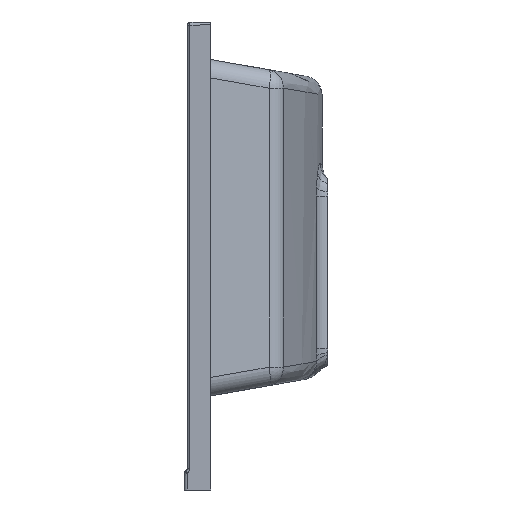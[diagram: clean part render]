
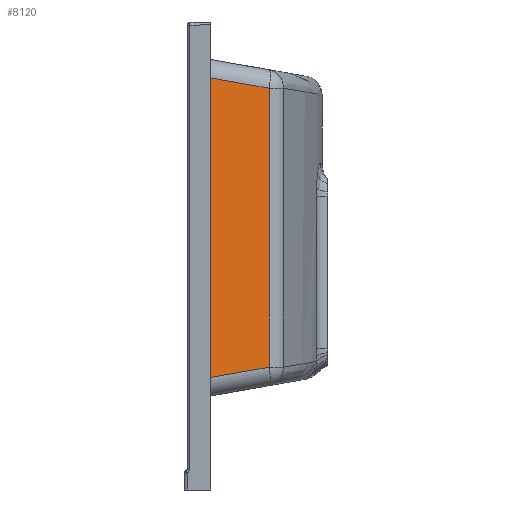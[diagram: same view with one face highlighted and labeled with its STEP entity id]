
A CAD part, left-side view. The second image highlights one B-rep face of the part: STEP entity #8120.
In plain terms, the highlighted planar face has unit normal (-0.985, -0.174, 0).
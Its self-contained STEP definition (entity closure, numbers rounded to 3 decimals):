
#73 = LINE ( 'NONE', #6447, #9729 ) ;
#691 = PLANE ( 'NONE',  #10679 ) ;
#738 = LINE ( 'NONE', #4355, #8398 ) ;
#994 = EDGE_CURVE ( 'NONE', #5976, #5599, #2514, .T. ) ;
#1086 = ORIENTED_EDGE ( 'NONE', *, *, #1915, .T. ) ;
#1128 = CARTESIAN_POINT ( 'NONE',  ( -261.094, -16.479, 211.398 ) ) ;
#1272 = VERTEX_POINT ( 'NONE', #10651 ) ;
#1915 = EDGE_CURVE ( 'NONE', #5599, #1272, #2336, .T. ) ;
#2336 = LINE ( 'NONE', #5967, #2666 ) ;
#2514 = LINE ( 'NONE', #6142, #4762 ) ;
#2666 = VECTOR ( 'NONE', #9594, 1000. ) ;
#3004 = ORIENTED_EDGE ( 'NONE', *, *, #994, .T. ) ;
#3511 = VERTEX_POINT ( 'NONE', #8643 ) ;
#4206 = EDGE_LOOP ( 'NONE', ( #7288, #3004, #1086, #10339 ) ) ;
#4308 = CARTESIAN_POINT ( 'NONE',  ( -264., 0., 300. ) ) ;
#4355 = CARTESIAN_POINT ( 'NONE',  ( -248.581, -87.443, 216.589 ) ) ;
#4762 = VECTOR ( 'NONE', #9769, 1000. ) ;
#5599 = VERTEX_POINT ( 'NONE', #6118 ) ;
#5967 = CARTESIAN_POINT ( 'NONE',  ( -251.873, -68.776, -102.177 ) ) ;
#5976 = VERTEX_POINT ( 'NONE', #1128 ) ;
#6118 = CARTESIAN_POINT ( 'NONE',  ( -261.094, -16.479, -111.398 ) ) ;
#6142 = CARTESIAN_POINT ( 'NONE',  ( -261.094, -16.479, 300. ) ) ;
#6447 = CARTESIAN_POINT ( 'NONE',  ( -266.508, 14.226, 216.812 ) ) ;
#7288 = ORIENTED_EDGE ( 'NONE', *, *, #8713, .T. ) ;
#7953 = DIRECTION ( 'NONE',  ( -0.985, -0.174, 0. ) ) ;
#7998 = DIRECTION ( 'NONE',  ( 0., 0., 1. ) ) ;
#8120 = ADVANCED_FACE ( 'NONE', ( #8847 ), #691, .T. ) ;
#8398 = VECTOR ( 'NONE', #7998, 1000. ) ;
#8643 = CARTESIAN_POINT ( 'NONE',  ( -248.581, -87.443, 198.885 ) ) ;
#8713 = EDGE_CURVE ( 'NONE', #3511, #5976, #73, .T. ) ;
#8847 = FACE_OUTER_BOUND ( 'NONE', #4206, .T. ) ;
#9235 = EDGE_CURVE ( 'NONE', #1272, #3511, #738, .T. ) ;
#9594 = DIRECTION ( 'NONE',  ( 0.171, -0.97, 0.171 ) ) ;
#9729 = VECTOR ( 'NONE', #10069, 1000. ) ;
#9769 = DIRECTION ( 'NONE',  ( 0., 0., -1. ) ) ;
#10069 = DIRECTION ( 'NONE',  ( -0.171, 0.97, 0.171 ) ) ;
#10339 = ORIENTED_EDGE ( 'NONE', *, *, #9235, .T. ) ;
#10651 = CARTESIAN_POINT ( 'NONE',  ( -248.581, -87.443, -98.885 ) ) ;
#10679 = AXIS2_PLACEMENT_3D ( 'NONE', #4308, #7953, #11581 ) ;
#11581 = DIRECTION ( 'NONE',  ( 0.174, -0.985, 0. ) ) ;
